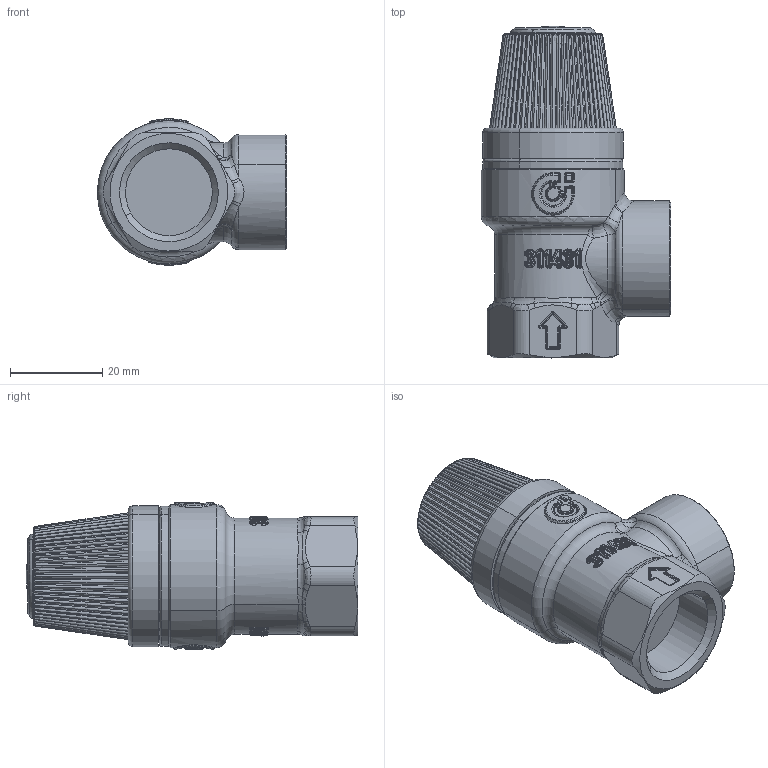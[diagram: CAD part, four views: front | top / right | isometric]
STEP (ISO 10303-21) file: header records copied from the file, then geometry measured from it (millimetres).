
FILE_DESCRIPTION(('CATIA V5 STEP Exchange'),'2;1');
FILE_NAME('STEP_311431_-_TST.stp','2018-09-14T10:06:31+00:00',('none'),('none'),'CATIA Version 5-6 Release 2016 SP4','CATIA V5 STEP AP203','none');
FILE_SCHEMA(('CONFIG_CONTROL_DESIGN'));
Products named in the file (1): 311431 - TST
Bounding box: 41 x 71.9 x 31.7 mm (x, y, z)
Volume: 41175.3 mm3; surface area: 11375.6 mm2
Topology: 1 solids, 2 shells, 1515 faces, 3714 edges, 2078 vertices
Faces by surface type: bspline 1023, cylinder 183, sphere 126, torus 87, plane 78, cone 18
Entity records: 94710 total; most frequent: CARTESIAN_POINT 69729, ORIENTED_EDGE 7140, EDGE_CURVE 3570, B_SPLINE_CURVE_WITH_KNOTS 2846, VERTEX_POINT 2078, EDGE_LOOP 1534, ADVANCED_FACE 1515, FACE_OUTER_BOUND 1515
